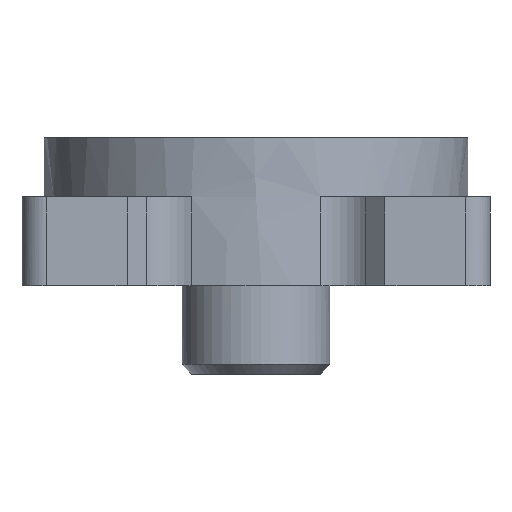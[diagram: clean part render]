
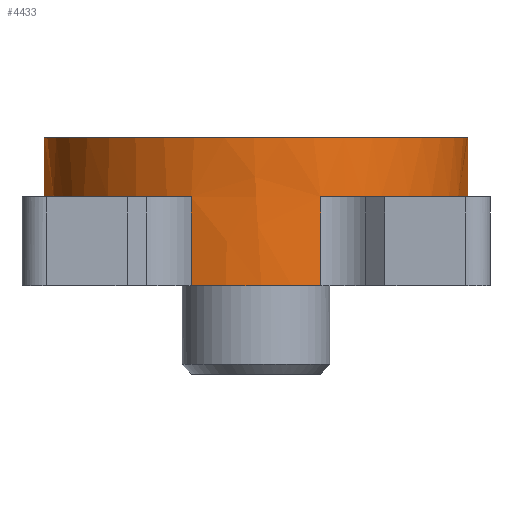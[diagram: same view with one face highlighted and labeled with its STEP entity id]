
A CAD part, front view. The second image highlights one B-rep face of the part: STEP entity #4433.
In plain terms, the highlighted free-form (B-spline) face has degree [2, 1] with [5, 2] control points.
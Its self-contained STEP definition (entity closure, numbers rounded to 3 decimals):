
#524 = VERTEX_POINT('',#525);
#525 = CARTESIAN_POINT('',(-55.478,-17.184,
    -40.52));
#531 = EDGE_CURVE('',#532,#524,#534,.T.);
#532 = VERTEX_POINT('',#533);
#533 = CARTESIAN_POINT('',(-58.078,0.,
    -40.52));
#534 = ( BOUNDED_CURVE() B_SPLINE_CURVE(2,(#535,#536,#537),
.UNSPECIFIED.,.F.,.F.) B_SPLINE_CURVE_WITH_KNOTS((3,3),(3.142,
3.442),.PIECEWISE_BEZIER_KNOTS.) CURVE() 
GEOMETRIC_REPRESENTATION_ITEM() RATIONAL_B_SPLINE_CURVE((1.,
0.989,1.)) REPRESENTATION_ITEM('') );
#535 = CARTESIAN_POINT('',(-58.078,0.,
    -40.52));
#536 = CARTESIAN_POINT('',(-58.078,-8.789,
    -40.52));
#537 = CARTESIAN_POINT('',(-55.478,-17.184,
    -40.52));
#660 = VERTEX_POINT('',#661);
#661 = CARTESIAN_POINT('',(58.078,0.,-40.52));
#667 = EDGE_CURVE('',#668,#660,#670,.T.);
#668 = VERTEX_POINT('',#669);
#669 = CARTESIAN_POINT('',(55.478,-17.184,
    -40.52));
#670 = ( BOUNDED_CURVE() B_SPLINE_CURVE(2,(#671,#672,#673),
.UNSPECIFIED.,.F.,.F.) B_SPLINE_CURVE_WITH_KNOTS((3,3),(5.983,
6.283),.PIECEWISE_BEZIER_KNOTS.) CURVE() 
GEOMETRIC_REPRESENTATION_ITEM() RATIONAL_B_SPLINE_CURVE((1.,
0.989,1.)) REPRESENTATION_ITEM('') );
#671 = CARTESIAN_POINT('',(55.478,-17.184,
    -40.52));
#672 = CARTESIAN_POINT('',(58.078,-8.789,
    -40.52));
#673 = CARTESIAN_POINT('',(58.078,0.,
    -40.52));
#720 = VERTEX_POINT('',#721);
#721 = CARTESIAN_POINT('',(17.77,-55.293,
    -40.52));
#727 = EDGE_CURVE('',#728,#720,#730,.T.);
#728 = VERTEX_POINT('',#729);
#729 = CARTESIAN_POINT('',(-17.77,-55.293,
    -40.52));
#730 = ( BOUNDED_CURVE() B_SPLINE_CURVE(2,(#731,#732,#733),
.UNSPECIFIED.,.F.,.F.) B_SPLINE_CURVE_WITH_KNOTS((3,3),(4.401,
5.023),.PIECEWISE_BEZIER_KNOTS.) CURVE() 
GEOMETRIC_REPRESENTATION_ITEM() RATIONAL_B_SPLINE_CURVE((1.,
0.952,1.)) REPRESENTATION_ITEM('') );
#731 = CARTESIAN_POINT('',(-17.77,-55.293,
    -40.52));
#732 = CARTESIAN_POINT('',(0.,-61.004,
    -40.52));
#733 = CARTESIAN_POINT('',(17.77,-55.293,
    -40.52));
#1062 = VERTEX_POINT('',#1063);
#1063 = CARTESIAN_POINT('',(-17.77,-55.293,
    -16.208));
#1071 = EDGE_CURVE('',#728,#1062,#1072,.T.);
#1072 = B_SPLINE_CURVE_WITH_KNOTS('',1,(#1073,#1074),.UNSPECIFIED.,.F.,
  .F.,(2,2),(-15.,3.),.PIECEWISE_BEZIER_KNOTS.);
#1073 = CARTESIAN_POINT('',(-17.77,-55.293,
    -40.52));
#1074 = CARTESIAN_POINT('',(-17.77,-55.293,
    -16.208));
#1093 = EDGE_CURVE('',#720,#1094,#1096,.T.);
#1094 = VERTEX_POINT('',#1095);
#1095 = CARTESIAN_POINT('',(17.77,-55.293,
    -16.208));
#1096 = B_SPLINE_CURVE_WITH_KNOTS('',1,(#1097,#1098),.UNSPECIFIED.,.F.,
  .F.,(2,2),(-15.,3.),.PIECEWISE_BEZIER_KNOTS.);
#1097 = CARTESIAN_POINT('',(17.77,-55.293,
    -40.52));
#1098 = CARTESIAN_POINT('',(17.77,-55.293,
    -16.208));
#1239 = VERTEX_POINT('',#1240);
#1240 = CARTESIAN_POINT('',(55.478,-17.184,
    -16.208));
#1246 = EDGE_CURVE('',#1239,#668,#1247,.T.);
#1247 = B_SPLINE_CURVE_WITH_KNOTS('',1,(#1248,#1249),.UNSPECIFIED.,.F.,
  .F.,(2,2),(-3.,15.),.PIECEWISE_BEZIER_KNOTS.);
#1248 = CARTESIAN_POINT('',(55.478,-17.184,
    -16.208));
#1249 = CARTESIAN_POINT('',(55.478,-17.184,
    -40.52));
#1600 = VERTEX_POINT('',#1601);
#1601 = CARTESIAN_POINT('',(-55.478,-17.184,
    -16.208));
#1615 = EDGE_CURVE('',#1600,#524,#1616,.T.);
#1616 = B_SPLINE_CURVE_WITH_KNOTS('',1,(#1617,#1618),.UNSPECIFIED.,.F.,
  .F.,(2,2),(-3.,15.),.PIECEWISE_BEZIER_KNOTS.);
#1617 = CARTESIAN_POINT('',(-55.478,-17.184,
    -16.208));
#1618 = CARTESIAN_POINT('',(-55.478,-17.184,
    -40.52));
#3570 = VERTEX_POINT('',#3571);
#3571 = CARTESIAN_POINT('',(58.078,0.,0.));
#3572 = VERTEX_POINT('',#3573);
#3573 = CARTESIAN_POINT('',(-58.078,0.,0.));
#3581 = EDGE_CURVE('',#3572,#3570,#3582,.T.);
#3582 = ( BOUNDED_CURVE() B_SPLINE_CURVE(2,(#3583,#3584,#3585,#3586,
#3587),.UNSPECIFIED.,.F.,.F.) B_SPLINE_CURVE_WITH_KNOTS((3,2,3),(
    3.142,4.712,6.283),
.PIECEWISE_BEZIER_KNOTS.) CURVE() GEOMETRIC_REPRESENTATION_ITEM() 
RATIONAL_B_SPLINE_CURVE((1.,0.707,1.,0.707,1.)) 
REPRESENTATION_ITEM('') );
#3583 = CARTESIAN_POINT('',(-58.078,0.,0.));
#3584 = CARTESIAN_POINT('',(-58.078,-58.078,0.));
#3585 = CARTESIAN_POINT('',(0.,-58.078,0.));
#3586 = CARTESIAN_POINT('',(58.078,-58.078,0.));
#3587 = CARTESIAN_POINT('',(58.078,0.,0.));
#3648 = EDGE_CURVE('',#1239,#3649,#3651,.T.);
#3649 = VERTEX_POINT('',#3650);
#3650 = CARTESIAN_POINT('',(52.941,-23.882,
    -16.208));
#3651 = ( BOUNDED_CURVE() B_SPLINE_CURVE(2,(#3652,#3653,#3654),
.UNSPECIFIED.,.F.,.F.) B_SPLINE_CURVE_WITH_KNOTS((3,3),(3.442,
3.565),.PIECEWISE_BEZIER_KNOTS.) CURVE() 
GEOMETRIC_REPRESENTATION_ITEM() RATIONAL_B_SPLINE_CURVE((1.,
0.998,1.)) REPRESENTATION_ITEM('') );
#3652 = CARTESIAN_POINT('',(55.478,-17.184,
    -16.208));
#3653 = CARTESIAN_POINT('',(54.416,-20.612,
    -16.208));
#3654 = CARTESIAN_POINT('',(52.941,-23.882,
    -16.208));
#3656 = EDGE_CURVE('',#3649,#3657,#3659,.T.);
#3657 = VERTEX_POINT('',#3658);
#3658 = CARTESIAN_POINT('',(24.441,-52.685,
    -16.208));
#3659 = ( BOUNDED_CURVE() B_SPLINE_CURVE(2,(#3660,#3661,#3662),
.UNSPECIFIED.,.F.,.F.) B_SPLINE_CURVE_WITH_KNOTS((3,3),(3.565,
4.278),.PIECEWISE_BEZIER_KNOTS.) CURVE() 
GEOMETRIC_REPRESENTATION_ITEM() RATIONAL_B_SPLINE_CURVE((1.,
0.937,1.)) REPRESENTATION_ITEM('') );
#3660 = CARTESIAN_POINT('',(52.941,-23.882,
    -16.208));
#3661 = CARTESIAN_POINT('',(44.051,-43.588,
    -16.208));
#3662 = CARTESIAN_POINT('',(24.441,-52.685,
    -16.208));
#3664 = EDGE_CURVE('',#3657,#1094,#3665,.T.);
#3665 = ( BOUNDED_CURVE() B_SPLINE_CURVE(2,(#3666,#3667,#3668),
.UNSPECIFIED.,.F.,.F.) B_SPLINE_CURVE_WITH_KNOTS((3,3),(4.278,
4.401),.PIECEWISE_BEZIER_KNOTS.) CURVE() 
GEOMETRIC_REPRESENTATION_ITEM() RATIONAL_B_SPLINE_CURVE((1.,
0.998,1.)) REPRESENTATION_ITEM('') );
#3666 = CARTESIAN_POINT('',(24.441,-52.685,
    -16.208));
#3667 = CARTESIAN_POINT('',(21.186,-54.195,
    -16.208));
#3668 = CARTESIAN_POINT('',(17.77,-55.293,
    -16.208));
#3683 = EDGE_CURVE('',#3684,#3686,#3688,.T.);
#3684 = VERTEX_POINT('',#3685);
#3685 = CARTESIAN_POINT('',(-24.441,-52.685,
    -16.208));
#3686 = VERTEX_POINT('',#3687);
#3687 = CARTESIAN_POINT('',(-52.941,-23.882,
    -16.208));
#3688 = ( BOUNDED_CURVE() B_SPLINE_CURVE(2,(#3689,#3690,#3691),
.UNSPECIFIED.,.F.,.F.) B_SPLINE_CURVE_WITH_KNOTS((3,3),(5.147,
5.859),.PIECEWISE_BEZIER_KNOTS.) CURVE() 
GEOMETRIC_REPRESENTATION_ITEM() RATIONAL_B_SPLINE_CURVE((1.,
0.937,1.)) REPRESENTATION_ITEM('') );
#3689 = CARTESIAN_POINT('',(-24.441,-52.685,
    -16.208));
#3690 = CARTESIAN_POINT('',(-44.051,-43.588,
    -16.208));
#3691 = CARTESIAN_POINT('',(-52.941,-23.882,
    -16.208));
#3693 = EDGE_CURVE('',#3686,#1600,#3694,.T.);
#3694 = ( BOUNDED_CURVE() B_SPLINE_CURVE(2,(#3695,#3696,#3697),
.UNSPECIFIED.,.F.,.F.) B_SPLINE_CURVE_WITH_KNOTS((3,3),(5.859,
5.983),.PIECEWISE_BEZIER_KNOTS.) CURVE() 
GEOMETRIC_REPRESENTATION_ITEM() RATIONAL_B_SPLINE_CURVE((1.,
0.998,1.)) REPRESENTATION_ITEM('') );
#3695 = CARTESIAN_POINT('',(-52.941,-23.882,
    -16.208));
#3696 = CARTESIAN_POINT('',(-54.416,-20.612,
    -16.208));
#3697 = CARTESIAN_POINT('',(-55.478,-17.184,
    -16.208));
#3706 = EDGE_CURVE('',#1062,#3684,#3707,.T.);
#3707 = ( BOUNDED_CURVE() B_SPLINE_CURVE(2,(#3708,#3709,#3710),
.UNSPECIFIED.,.F.,.F.) B_SPLINE_CURVE_WITH_KNOTS((3,3),(5.023,
5.147),.PIECEWISE_BEZIER_KNOTS.) CURVE() 
GEOMETRIC_REPRESENTATION_ITEM() RATIONAL_B_SPLINE_CURVE((1.,
0.998,1.)) REPRESENTATION_ITEM('') );
#3708 = CARTESIAN_POINT('',(-17.77,-55.293,
    -16.208));
#3709 = CARTESIAN_POINT('',(-21.186,-54.195,
    -16.208));
#3710 = CARTESIAN_POINT('',(-24.441,-52.685,
    -16.208));
#4404 = EDGE_CURVE('',#532,#3572,#4405,.T.);
#4405 = B_SPLINE_CURVE_WITH_KNOTS('',1,(#4406,#4407),.UNSPECIFIED.,.F.,
  .F.,(2,2),(-15.,15.),.PIECEWISE_BEZIER_KNOTS.);
#4406 = CARTESIAN_POINT('',(-58.078,0.,
    -40.52));
#4407 = CARTESIAN_POINT('',(-58.078,0.,0.));
#4410 = EDGE_CURVE('',#660,#3570,#4411,.T.);
#4411 = B_SPLINE_CURVE_WITH_KNOTS('',1,(#4412,#4413),.UNSPECIFIED.,.F.,
  .F.,(2,2),(-15.,15.),.PIECEWISE_BEZIER_KNOTS.);
#4412 = CARTESIAN_POINT('',(58.078,0.,-40.52));
#4413 = CARTESIAN_POINT('',(58.078,0.,0.));
#4433 = ADVANCED_FACE('',(#4434),#4452,.T.);
#4434 = FACE_BOUND('',#4435,.T.);
#4435 = EDGE_LOOP('',(#4436,#4437,#4438,#4439,#4440,#4441,#4442,#4443,
    #4444,#4445,#4446,#4447,#4448,#4449,#4450,#4451));
#4436 = ORIENTED_EDGE('',*,*,#727,.T.);
#4437 = ORIENTED_EDGE('',*,*,#1093,.T.);
#4438 = ORIENTED_EDGE('',*,*,#3664,.F.);
#4439 = ORIENTED_EDGE('',*,*,#3656,.F.);
#4440 = ORIENTED_EDGE('',*,*,#3648,.F.);
#4441 = ORIENTED_EDGE('',*,*,#1246,.T.);
#4442 = ORIENTED_EDGE('',*,*,#667,.T.);
#4443 = ORIENTED_EDGE('',*,*,#4410,.T.);
#4444 = ORIENTED_EDGE('',*,*,#3581,.F.);
#4445 = ORIENTED_EDGE('',*,*,#4404,.F.);
#4446 = ORIENTED_EDGE('',*,*,#531,.T.);
#4447 = ORIENTED_EDGE('',*,*,#1615,.F.);
#4448 = ORIENTED_EDGE('',*,*,#3693,.F.);
#4449 = ORIENTED_EDGE('',*,*,#3683,.F.);
#4450 = ORIENTED_EDGE('',*,*,#3706,.F.);
#4451 = ORIENTED_EDGE('',*,*,#1071,.F.);
#4452 = ( BOUNDED_SURFACE() B_SPLINE_SURFACE(2,1,(
    (#4453,#4454)
    ,(#4455,#4456)
    ,(#4457,#4458)
    ,(#4459,#4460)
    ,(#4461,#4462
)),.UNSPECIFIED.,.F.,.F.,.F.) B_SPLINE_SURFACE_WITH_KNOTS((3,2,3),(2,2),
  (3.142,4.712,6.283),(-15.,15.),
.PIECEWISE_BEZIER_KNOTS.) GEOMETRIC_REPRESENTATION_ITEM() 
RATIONAL_B_SPLINE_SURFACE((
    (1.,1.)
    ,(0.707,0.707)
    ,(1.,1.)
    ,(0.707,0.707)
,(1.,1.))) REPRESENTATION_ITEM('') SURFACE() );
#4453 = CARTESIAN_POINT('',(-58.078,0.,
    -40.52));
#4454 = CARTESIAN_POINT('',(-58.078,0.,0.));
#4455 = CARTESIAN_POINT('',(-58.078,-58.078,
    -40.52));
#4456 = CARTESIAN_POINT('',(-58.078,-58.078,0.));
#4457 = CARTESIAN_POINT('',(0.,-58.078,
    -40.52));
#4458 = CARTESIAN_POINT('',(0.,-58.078,0.));
#4459 = CARTESIAN_POINT('',(58.078,-58.078,
    -40.52));
#4460 = CARTESIAN_POINT('',(58.078,-58.078,0.));
#4461 = CARTESIAN_POINT('',(58.078,0.,
    -40.52));
#4462 = CARTESIAN_POINT('',(58.078,0.,0.));
